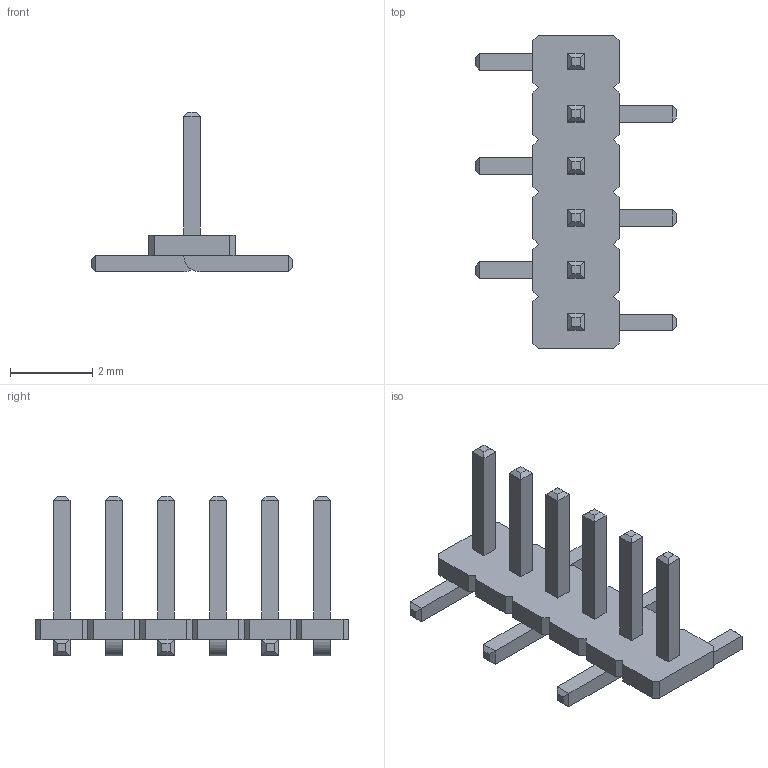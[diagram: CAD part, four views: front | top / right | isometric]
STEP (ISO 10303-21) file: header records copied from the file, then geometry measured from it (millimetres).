
FILE_DESCRIPTION(/* description */ ('model of PinHeader_1x06_P1.27mm_Vertical_SMD_Pin1Left'),/* implementation_level */ '2;1');
FILE_NAME(/* name */ 'PinHeader_1x06_P1.27mm_Vertical_SMD_Pin1Left.step',/* time_stamp */ '2017-12-02T02:39:29',/* author */ ('kicad StepUp','ksu'),/* organization */ ('FreeCAD'),/* preprocessor_version */ 'OCC',/* originating_system */ 'kicad StepUp',/* authorisation */ '');
FILE_SCHEMA(('AUTOMOTIVE_DESIGN_CC2 { 1 2 10303 214 -1 1 5 4 }'));
Length unit declared in the file: millimetre
Products named in the file (1): PinHeader_1x06_P127mm_Vertical_SMD_Pin1Left
Bounding box: 4.9 x 7.62 x 3.9 mm (x, y, z)
Volume: 13.2 mm3; surface area: 89.7 mm2
Topology: 1 solids, 1 shells, 154 faces, 390 edges, 244 vertices
Faces by surface type: plane 148, cylinder 6
Entity records: 5573 total; most frequent: CARTESIAN_POINT 789, ORIENTED_EDGE 780, DIRECTION 712, EDGE_CURVE 390, LINE 378, VECTOR 378, VERTEX_POINT 244, AXIS2_PLACEMENT_3D 167
